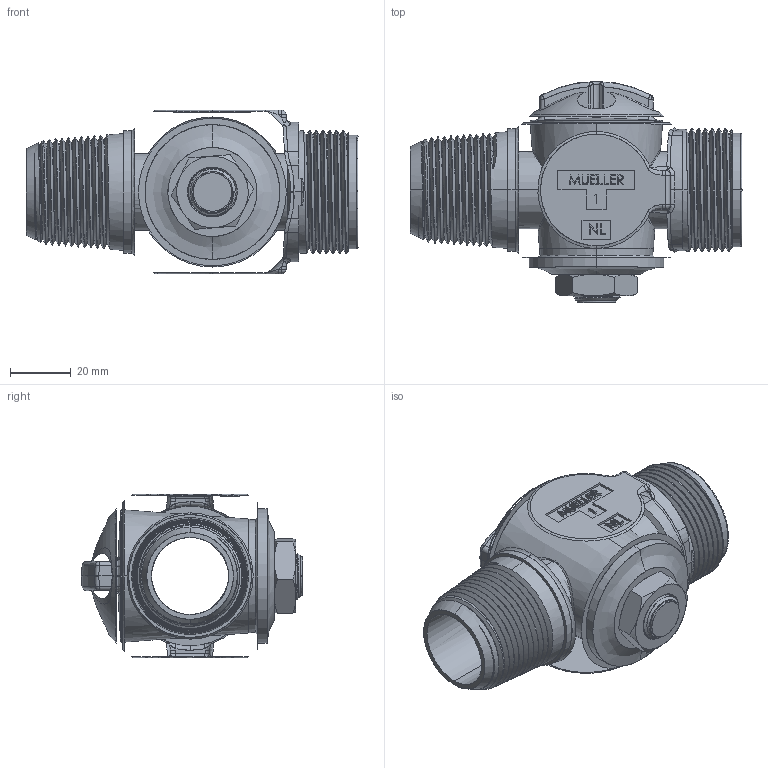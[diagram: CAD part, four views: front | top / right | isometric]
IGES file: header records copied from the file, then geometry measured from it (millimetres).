
Start section: SolidWorks IGES file using analytic representation for surfaces
Global section: file name: H15008    330N.IGS; native system: SolidWorks 2015; preprocessor: SolidWorks 2015; author: rbonds; date: 160808.142538; units: inch
Bounding box: 109.47 x 72.89 x 53.98 mm (x, y, z)
Surface area: 45941 mm2 (no closed solid volume)
Topology: 0 solids, 0 shells, 537 faces, 7903 edges, 7893 vertices
Faces by surface type: bspline 342, revolution 195
